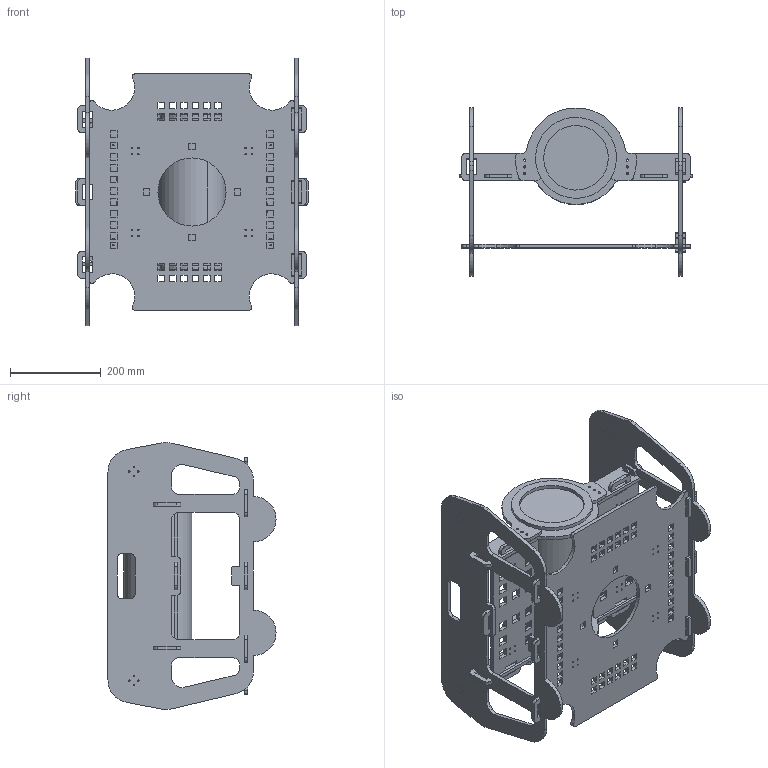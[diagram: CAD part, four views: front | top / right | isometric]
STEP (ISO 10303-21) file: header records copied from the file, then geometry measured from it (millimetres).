
FILE_DESCRIPTION (( 'STEP AP214' ), '1' );
FILE_NAME ('firstprototype.STEP', '2021-07-03T12:57:51', ( '' ), ( '' ), 'SwSTEP 2.0', 'SolidWorks 2020', '' );
FILE_SCHEMA (( 'AUTOMOTIVE_DESIGN' ));
Length unit declared in the file: millimetre
Products named in the file (10): Bottom Panel; T-Fitting- Bottom- 2; Part1; CYLINDER; side plate final; BracketFinal; component NEW; HolderFinal; firstprototype; T-Fitting - Xplate - 6 needed
Assembly tree (21 placements, depth 2):
  firstprototype
    side plate final  x2
    component NEW  x2
    HolderFinal  x2
    Bottom Panel
    BracketFinal  x2
    CYLINDER
    T-Fitting- Bottom- 2  x2
    T-Fitting - Xplate - 6 needed  x5
    Part1  x4
Bounding box: 512 x 370 x 587.68 mm (x, y, z)
Volume: 5913582.3 mm3; surface area: 1857763.2 mm2
Topology: 21 solids, 22 shells, 1180 faces, 3396 edges, 2264 vertices
Faces by surface type: plane 772, cylinder 408
Entity records: 25051 total; most frequent: CARTESIAN_POINT 4278, ORIENTED_EDGE 4230, DIRECTION 4063, EDGE_CURVE 2115, LINE 1673, VECTOR 1673, VERTEX_POINT 1410, AXIS2_PLACEMENT_3D 1195
